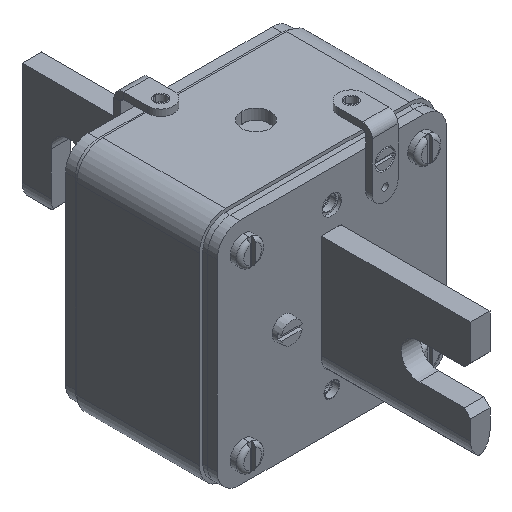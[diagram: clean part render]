
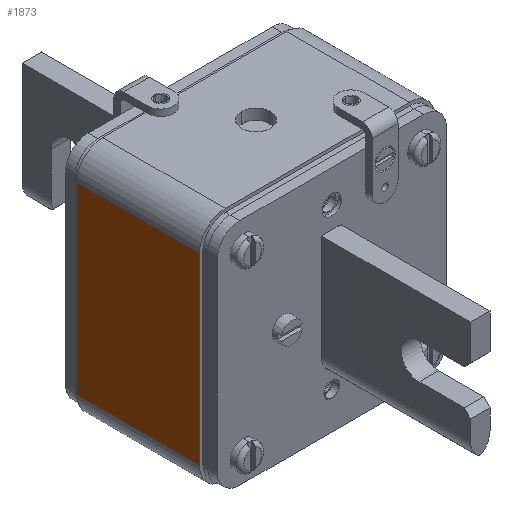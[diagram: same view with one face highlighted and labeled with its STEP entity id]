
A CAD part, isometric view. The second image highlights one B-rep face of the part: STEP entity #1873.
In plain terms, the highlighted face is planar.
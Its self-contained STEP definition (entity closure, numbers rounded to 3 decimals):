
#188=DIRECTION('',(0.,1.,0.));
#189=VECTOR('',#188,57.);
#190=CARTESIAN_POINT('',(36.5,-28.5,-19.));
#191=LINE('',#190,#189);
#195=DIRECTION('',(0.,0.,-1.));
#196=VECTOR('',#195,38.);
#197=CARTESIAN_POINT('',(36.5,28.5,19.));
#198=LINE('',#197,#196);
#202=DIRECTION('',(0.,0.,-1.));
#203=VECTOR('',#202,38.);
#204=CARTESIAN_POINT('',(36.5,-28.5,19.));
#205=LINE('',#204,#203);
#635=DIRECTION('',(0.,1.,0.));
#636=VECTOR('',#635,57.);
#637=CARTESIAN_POINT('',(36.5,-28.5,19.));
#638=LINE('',#637,#636);
#1562=CARTESIAN_POINT('',(36.5,28.5,-19.));
#1564=VERTEX_POINT('',#1562);
#1565=CARTESIAN_POINT('',(36.5,28.5,19.));
#1566=VERTEX_POINT('',#1565);
#1585=CARTESIAN_POINT('',(36.5,-28.5,-19.));
#1587=VERTEX_POINT('',#1585);
#1591=CARTESIAN_POINT('',(36.5,-28.5,19.));
#1592=VERTEX_POINT('',#1591);
#1860=CARTESIAN_POINT('',(36.5,-36.5,-19.));
#1861=DIRECTION('',(1.,0.,0.));
#1862=DIRECTION('',(0.,1.,0.));
#1863=AXIS2_PLACEMENT_3D('',#1860,#1861,#1862);
#1864=PLANE('',#1863);
#1865=ORIENTED_EDGE('',*,*,#1844,.T.);
#1866=ORIENTED_EDGE('',*,*,#1826,.F.);
#1868=ORIENTED_EDGE('',*,*,#1867,.F.);
#1870=ORIENTED_EDGE('',*,*,#1869,.T.);
#1871=EDGE_LOOP('',(#1865,#1866,#1868,#1870));
#1872=FACE_OUTER_BOUND('',#1871,.F.);
#1826=EDGE_CURVE('',#1587,#1564,#191,.T.);
#1844=EDGE_CURVE('',#1566,#1564,#198,.T.);
#1867=EDGE_CURVE('',#1592,#1587,#205,.T.);
#1869=EDGE_CURVE('',#1592,#1566,#638,.T.);
#1873=ADVANCED_FACE('',(#1872),#1864,.T.);
